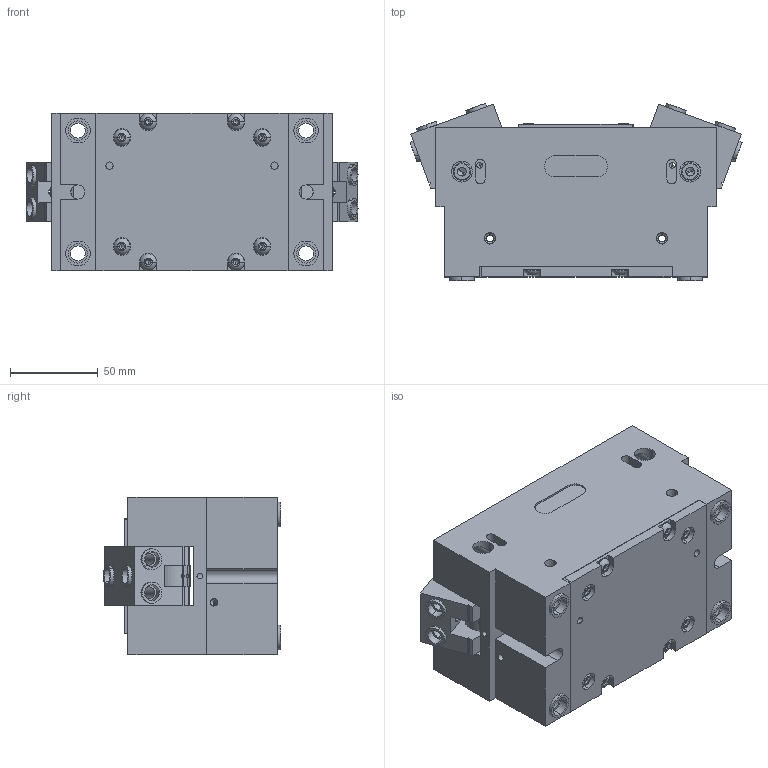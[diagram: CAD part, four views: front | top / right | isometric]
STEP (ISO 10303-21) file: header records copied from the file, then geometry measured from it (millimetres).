
FILE_DESCRIPTION (( 'STEP AP214' ), '1' );
FILE_NAME ('2AG 080.STEP', '2012-03-05T00:46:27', ( 'xw4600' ), ( '' ), 'SwSTEP 2.0', 'SolidWorks 2010', '' );
FILE_SCHEMA (( 'AUTOMOTIVE_DESIGN' ));
Length unit declared in the file: millimetre
Products named in the file (13): 2AG-080-02_Default; 2AG-080-05_Default; 2AG-080-06_Default; 2AG-080-09_Default; 2AG-080-07_Default; 2AG-080-08_Default; BEARING BUSH(ID10x0D14x8L)_Default; Socket Button Head Screw_ISO 7380 - M5 x 12 --- 12N; Countersunk Head Screw_ISO 10642 - M3 x 8 --- 8N; 2AG-080-12_Default; 2AG-080-11_Default; 2AG 080; 2AG-080-01_Default
Assembly tree (39 placements, depth 2):
  2AG 080
    2AG-080-08_Default  x2
    BEARING BUSH(ID10x0D14x8L)_Default  x4
    2AG-080-11_Default  x8
    2AG-080-05_Default
    Socket Button Head Screw_ISO 7380 - M5 x 12 --- 12N  x8
    2AG-080-02_Default  x2
    2AG-080-06_Default
    2AG-080-01_Default
    2AG-080-07_Default  x2
    Countersunk Head Screw_ISO 10642 - M3 x 8 --- 8N  x4
    2AG-080-09_Default  x2
    2AG-080-12_Default  x4
Bounding box: 189.13 x 100.96 x 90 mm (x, y, z)
Volume: 902005.5 mm3; surface area: 199544 mm2
Topology: 39 solids, 39 shells, 1055 faces, 2526 edges, 1565 vertices
Faces by surface type: plane 456, cylinder 413, cone 146, torus 24, sphere 16
Entity records: 18915 total; most frequent: CARTESIAN_POINT 3993, DIRECTION 3049, ORIENTED_EDGE 2700, EDGE_CURVE 1350, AXIS2_PLACEMENT_3D 1165, VERTEX_POINT 865, LINE 719, VECTOR 719
